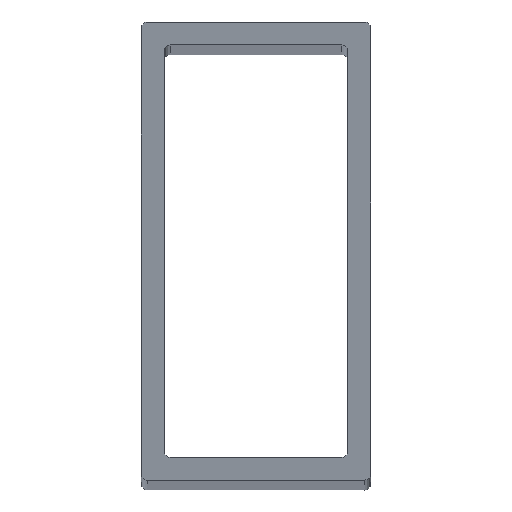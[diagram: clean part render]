
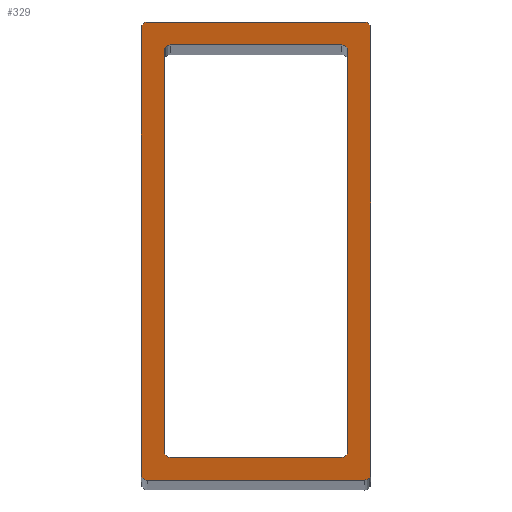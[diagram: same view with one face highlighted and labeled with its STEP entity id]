
A CAD part, top view. The second image highlights one B-rep face of the part: STEP entity #329.
In plain terms, the highlighted planar face has unit normal (-0.259, 0, 0.966).
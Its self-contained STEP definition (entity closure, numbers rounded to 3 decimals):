
#23=FACE_BOUND('',#44,.T.);
#25=FACE_OUTER_BOUND('',#43,.T.);
#43=EDGE_LOOP('',(#223,#224,#225,#226,#227,#228,#229,#230));
#44=EDGE_LOOP('',(#231,#232,#233,#234,#235,#236,#237,#238));
#63=LINE('',#509,#95);
#64=LINE('',#513,#96);
#65=LINE('',#517,#97);
#66=LINE('',#520,#98);
#67=LINE('',#525,#99);
#68=LINE('',#529,#100);
#69=LINE('',#533,#101);
#70=LINE('',#536,#102);
#95=VECTOR('',#407,10.);
#96=VECTOR('',#410,10.);
#97=VECTOR('',#413,10.);
#98=VECTOR('',#416,10.);
#99=VECTOR('',#419,10.);
#100=VECTOR('',#422,10.);
#101=VECTOR('',#425,10.);
#102=VECTOR('',#428,10.);
#127=ELLIPSE('',#368,1.035,1.);
#128=ELLIPSE('',#369,1.035,1.);
#129=ELLIPSE('',#370,1.035,1.);
#130=ELLIPSE('',#371,1.035,1.);
#131=ELLIPSE('',#372,1.035,1.);
#132=ELLIPSE('',#373,1.035,1.);
#133=ELLIPSE('',#374,1.035,1.);
#134=ELLIPSE('',#375,1.035,1.);
#143=VERTEX_POINT('',#505);
#144=VERTEX_POINT('',#506);
#145=VERTEX_POINT('',#508);
#146=VERTEX_POINT('',#510);
#147=VERTEX_POINT('',#512);
#148=VERTEX_POINT('',#514);
#149=VERTEX_POINT('',#516);
#150=VERTEX_POINT('',#518);
#151=VERTEX_POINT('',#521);
#152=VERTEX_POINT('',#522);
#153=VERTEX_POINT('',#524);
#154=VERTEX_POINT('',#526);
#155=VERTEX_POINT('',#528);
#156=VERTEX_POINT('',#530);
#157=VERTEX_POINT('',#532);
#158=VERTEX_POINT('',#534);
#175=EDGE_CURVE('',#143,#144,#127,.T.);
#176=EDGE_CURVE('',#145,#143,#63,.T.);
#177=EDGE_CURVE('',#146,#145,#128,.T.);
#178=EDGE_CURVE('',#147,#146,#64,.T.);
#179=EDGE_CURVE('',#148,#147,#129,.T.);
#180=EDGE_CURVE('',#149,#148,#65,.T.);
#181=EDGE_CURVE('',#150,#149,#130,.T.);
#182=EDGE_CURVE('',#144,#150,#66,.T.);
#183=EDGE_CURVE('',#151,#152,#131,.T.);
#184=EDGE_CURVE('',#153,#151,#67,.T.);
#185=EDGE_CURVE('',#154,#153,#132,.T.);
#186=EDGE_CURVE('',#155,#154,#68,.T.);
#187=EDGE_CURVE('',#156,#155,#133,.T.);
#188=EDGE_CURVE('',#157,#156,#69,.T.);
#189=EDGE_CURVE('',#158,#157,#134,.T.);
#190=EDGE_CURVE('',#152,#158,#70,.T.);
#223=ORIENTED_EDGE('',*,*,#175,.F.);
#224=ORIENTED_EDGE('',*,*,#176,.F.);
#225=ORIENTED_EDGE('',*,*,#177,.F.);
#226=ORIENTED_EDGE('',*,*,#178,.F.);
#227=ORIENTED_EDGE('',*,*,#179,.F.);
#228=ORIENTED_EDGE('',*,*,#180,.F.);
#229=ORIENTED_EDGE('',*,*,#181,.F.);
#230=ORIENTED_EDGE('',*,*,#182,.F.);
#231=ORIENTED_EDGE('',*,*,#183,.F.);
#232=ORIENTED_EDGE('',*,*,#184,.F.);
#233=ORIENTED_EDGE('',*,*,#185,.F.);
#234=ORIENTED_EDGE('',*,*,#186,.F.);
#235=ORIENTED_EDGE('',*,*,#187,.F.);
#236=ORIENTED_EDGE('',*,*,#188,.F.);
#237=ORIENTED_EDGE('',*,*,#189,.F.);
#238=ORIENTED_EDGE('',*,*,#190,.F.);
#319=PLANE('',#367);
#329=ADVANCED_FACE('',(#25,#23),#319,.F.);
#367=AXIS2_PLACEMENT_3D('',#504,#403,#404);
#368=AXIS2_PLACEMENT_3D('',#507,#405,#406);
#369=AXIS2_PLACEMENT_3D('',#511,#408,#409);
#370=AXIS2_PLACEMENT_3D('',#515,#411,#412);
#371=AXIS2_PLACEMENT_3D('',#519,#414,#415);
#372=AXIS2_PLACEMENT_3D('',#523,#417,#418);
#373=AXIS2_PLACEMENT_3D('',#527,#420,#421);
#374=AXIS2_PLACEMENT_3D('',#531,#423,#424);
#375=AXIS2_PLACEMENT_3D('',#535,#426,#427);
#403=DIRECTION('center_axis',(0.259,0.,-0.966));
#404=DIRECTION('ref_axis',(0.966,0.,0.259));
#405=DIRECTION('center_axis',(0.259,0.,-0.966));
#406=DIRECTION('ref_axis',(-0.966,0.,-0.259));
#407=DIRECTION('',(0.966,0.,0.259));
#408=DIRECTION('center_axis',(0.259,0.,-0.966));
#409=DIRECTION('ref_axis',(0.966,0.,0.259));
#410=DIRECTION('',(0.,1.,0.));
#411=DIRECTION('center_axis',(0.259,0.,-0.966));
#412=DIRECTION('ref_axis',(0.966,0.,0.259));
#413=DIRECTION('',(-0.966,0.,-0.259));
#414=DIRECTION('center_axis',(0.259,0.,-0.966));
#415=DIRECTION('ref_axis',(-0.966,0.,-0.259));
#416=DIRECTION('',(0.,-1.,0.));
#417=DIRECTION('center_axis',(-0.259,0.,
0.966));
#418=DIRECTION('ref_axis',(-0.966,0.,-0.259));
#419=DIRECTION('',(0.,-1.,0.));
#420=DIRECTION('center_axis',(-0.259,0.,
0.966));
#421=DIRECTION('ref_axis',(-0.966,0.,-0.259));
#422=DIRECTION('',(-0.966,0.,-0.259));
#423=DIRECTION('center_axis',(-0.259,0.,
0.966));
#424=DIRECTION('ref_axis',(0.966,0.,0.259));
#425=DIRECTION('',(0.,1.,0.));
#426=DIRECTION('center_axis',(-0.259,0.,
0.966));
#427=DIRECTION('ref_axis',(0.966,0.,0.259));
#428=DIRECTION('',(0.966,0.,0.259));
#504=CARTESIAN_POINT('Origin',(-20.,40.,481.782));
#505=CARTESIAN_POINT('',(19.,40.,492.232));
#506=CARTESIAN_POINT('',(20.,39.,492.5));
#507=CARTESIAN_POINT('Origin',(19.,39.,492.232));
#508=CARTESIAN_POINT('',(-19.,40.,482.05));
#509=CARTESIAN_POINT('',(-79.756,40.,465.77));
#510=CARTESIAN_POINT('',(-20.,39.,481.782));
#511=CARTESIAN_POINT('Origin',(-19.,39.,482.05));
#512=CARTESIAN_POINT('',(-20.,-39.,481.782));
#513=CARTESIAN_POINT('',(-20.,0.5,481.782));
#514=CARTESIAN_POINT('',(-19.,-40.,482.05));
#515=CARTESIAN_POINT('Origin',(-19.,-39.,482.05));
#516=CARTESIAN_POINT('',(19.,-40.,492.232));
#517=CARTESIAN_POINT('',(-62.029,-40.,470.52));
#518=CARTESIAN_POINT('',(20.,-39.,492.5));
#519=CARTESIAN_POINT('Origin',(19.,-39.,492.232));
#520=CARTESIAN_POINT('',(20.,39.,492.5));
#521=CARTESIAN_POINT('',(-16.,-35.,482.854));
#522=CARTESIAN_POINT('',(-15.,-36.,483.122));
#523=CARTESIAN_POINT('Origin',(-15.,-35.,483.122));
#524=CARTESIAN_POINT('',(-16.,35.,482.854));
#525=CARTESIAN_POINT('',(-16.,2.5,482.854));
#526=CARTESIAN_POINT('',(-15.,36.,483.122));
#527=CARTESIAN_POINT('Origin',(-15.,35.,483.122));
#528=CARTESIAN_POINT('',(15.,36.,491.16));
#529=CARTESIAN_POINT('',(-77.89,36.,466.27));
#530=CARTESIAN_POINT('',(16.,35.,491.428));
#531=CARTESIAN_POINT('Origin',(15.,35.,491.16));
#532=CARTESIAN_POINT('',(16.,-35.,491.428));
#533=CARTESIAN_POINT('',(16.,37.5,491.428));
#534=CARTESIAN_POINT('',(15.,-36.,491.16));
#535=CARTESIAN_POINT('Origin',(15.,-35.,491.16));
#536=CARTESIAN_POINT('',(-63.895,-36.,470.02));
